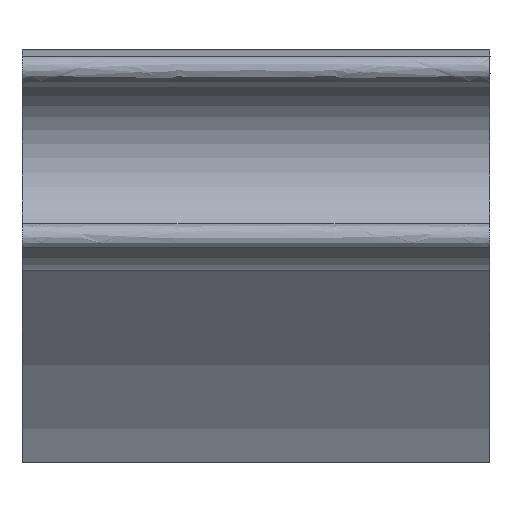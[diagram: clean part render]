
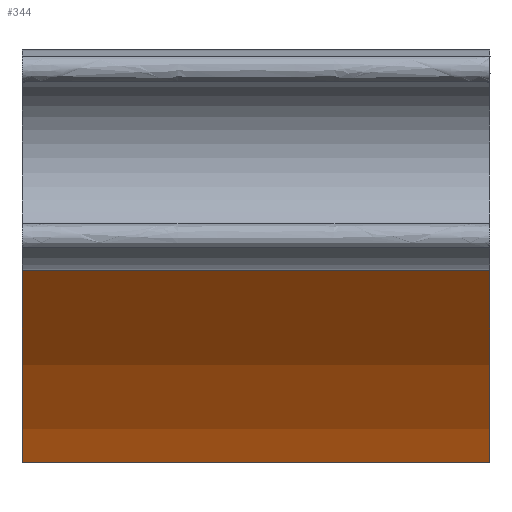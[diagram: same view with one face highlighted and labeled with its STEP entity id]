
A CAD part, top view. The second image highlights one B-rep face of the part: STEP entity #344.
In plain terms, the highlighted cylindrical face has radius 55.2 mm (diameter 110.4 mm), a partial arc.
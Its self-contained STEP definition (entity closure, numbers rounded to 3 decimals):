
#48=FACE_OUTER_BOUND('',#66,.T.);
#66=EDGE_LOOP('',(#229,#230,#231,#232));
#83=LINE('',#521,#91);
#85=LINE('',#529,#93);
#91=VECTOR('',#431,10.);
#93=VECTOR('',#439,10.);
#103=CIRCLE('',#383,55.2);
#104=CIRCLE('',#384,55.2);
#128=VERTEX_POINT('',#518);
#129=VERTEX_POINT('',#520);
#131=VERTEX_POINT('',#526);
#132=VERTEX_POINT('',#528);
#169=EDGE_CURVE('',#128,#129,#83,.T.);
#172=EDGE_CURVE('',#131,#128,#103,.T.);
#173=EDGE_CURVE('',#132,#131,#85,.T.);
#174=EDGE_CURVE('',#129,#132,#104,.T.);
#229=ORIENTED_EDGE('',*,*,#169,.F.);
#230=ORIENTED_EDGE('',*,*,#172,.F.);
#231=ORIENTED_EDGE('',*,*,#173,.F.);
#232=ORIENTED_EDGE('',*,*,#174,.F.);
#332=CYLINDRICAL_SURFACE('',#382,55.2);
#344=ADVANCED_FACE('',(#48),#332,.T.);
#382=AXIS2_PLACEMENT_3D('',#525,#435,#436);
#383=AXIS2_PLACEMENT_3D('',#527,#437,#438);
#384=AXIS2_PLACEMENT_3D('',#530,#440,#441);
#431=DIRECTION('',(1.,0.,0.));
#435=DIRECTION('center_axis',(1.,0.,0.));
#436=DIRECTION('ref_axis',(0.,-0.838,0.545));
#437=DIRECTION('center_axis',(-1.,0.,0.));
#438=DIRECTION('ref_axis',(0.,-0.838,0.545));
#439=DIRECTION('',(-1.,0.,0.));
#440=DIRECTION('center_axis',(1.,0.,0.));
#441=DIRECTION('ref_axis',(0.,-0.838,0.545));
#518=CARTESIAN_POINT('',(-7.,-15.635,68.19));
#520=CARTESIAN_POINT('',(7.,-15.635,68.19));
#521=CARTESIAN_POINT('',(0.,-15.635,68.19));
#525=CARTESIAN_POINT('Origin',(0.,33.763,43.555));
#526=CARTESIAN_POINT('',(-7.,-15.635,18.919));
#527=CARTESIAN_POINT('Origin',(-7.,33.763,43.555));
#528=CARTESIAN_POINT('',(7.,-15.635,18.919));
#529=CARTESIAN_POINT('',(0.,-15.635,18.919));
#530=CARTESIAN_POINT('Origin',(7.,33.763,43.555));
